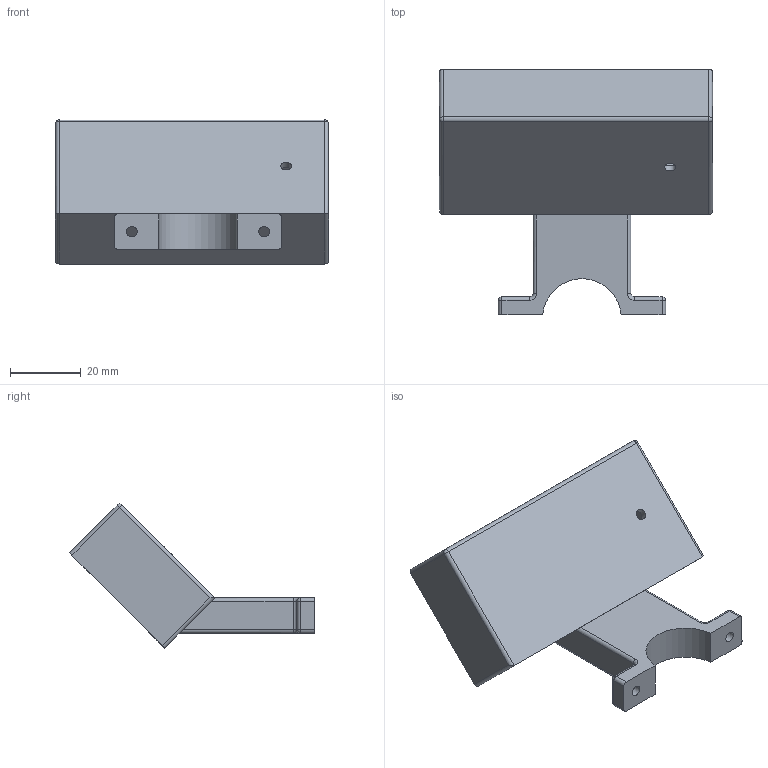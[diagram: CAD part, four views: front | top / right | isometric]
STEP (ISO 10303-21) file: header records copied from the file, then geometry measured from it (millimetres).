
FILE_DESCRIPTION (( 'STEP AP214' ), '1' );
FILE_NAME ('case-bar.STEP', '2024-03-28T04:13:04', ( '' ), ( '' ), 'SwSTEP 2.0', 'SolidWorks 2024', '' );
FILE_SCHEMA (( 'AUTOMOTIVE_DESIGN' ));
Length unit declared in the file: millimetre
Products named in the file (3): hb_mount_top; case-bar; case-bottom
Assembly tree (2 placements, depth 2):
  case-bar
    hb_mount_top
    case-bottom
Bounding box: 77.08 x 69.2 x 40.66 mm (x, y, z)
Volume: 23090.9 mm3; surface area: 17850.7 mm2
Topology: 2 solids, 2 shells, 122 faces, 294 edges, 171 vertices
Faces by surface type: cylinder 54, plane 48, sphere 12, torus 8
Full cylindrical faces by diameter (mm): 2 x4, 3 x3
Entity records: 3442 total; most frequent: DIRECTION 620, CARTESIAN_POINT 587, ORIENTED_EDGE 540, EDGE_CURVE 270, AXIS2_PLACEMENT_3D 231, VERTEX_POINT 166, LINE 158, VECTOR 158
